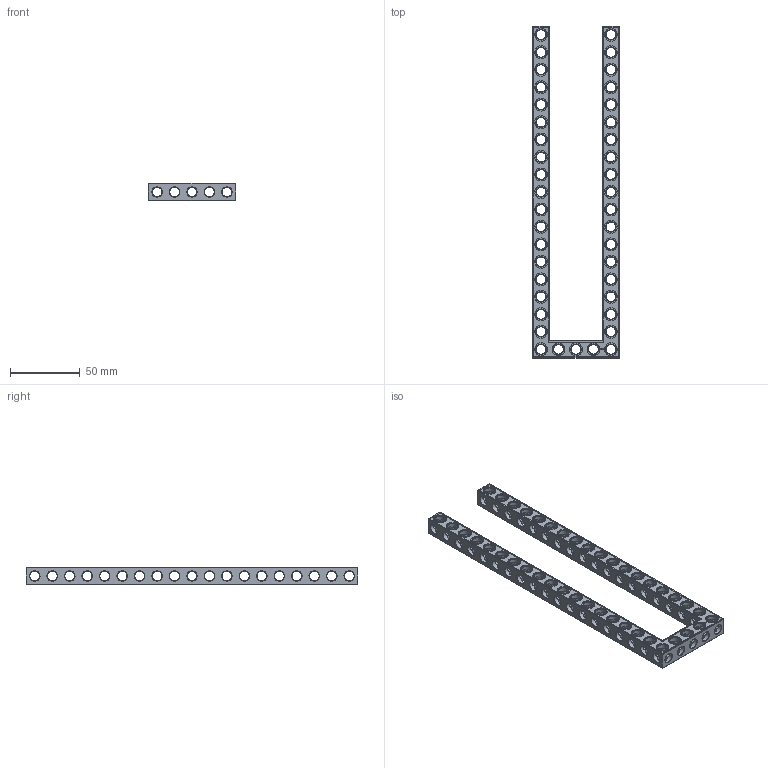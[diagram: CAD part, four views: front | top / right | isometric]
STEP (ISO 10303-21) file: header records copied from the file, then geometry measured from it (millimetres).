
FILE_DESCRIPTION(('FreeCAD Model'),'2;1');
FILE_NAME('Open CASCADE Shape Model','2022-02-23T18:10:33',( 'Paulo Kiefe'),('STEMFIE.org'),'Open CASCADE STEP processor 7.5', 'FreeCAD','Unknown');
FILE_SCHEMA(('AUTOMOTIVE_DESIGN { 1 0 10303 214 1 1 1 1 }'));
Products named in the file (1): Beam AGD ESS USH SYM BU05x19x01 - SPN-BEM-0356 (stemfie.org)
Bounding box: 62.5 x 237.5 x 12.5 mm (x, y, z)
Volume: 40075.1 mm3; surface area: 35756.4 mm2
Topology: 1 solids, 1 shells, 1021 faces, 3108 edges, 1999 vertices
Faces by surface type: plane 414, cylinder 247, extrusion 194, cone 166
Full cylindrical faces by diameter (mm): 6.98 x40, 7 x166, 9.2 x41
Entity records: 262792 total; most frequent: CARTESIAN_POINT 205414, DIRECTION 9038, ORIENTED_EDGE 6216, PCURVE 6216, DEFINITIONAL_REPRESENTATION 6216, VECTOR 5733, LINE 5539, EDGE_CURVE 3108
